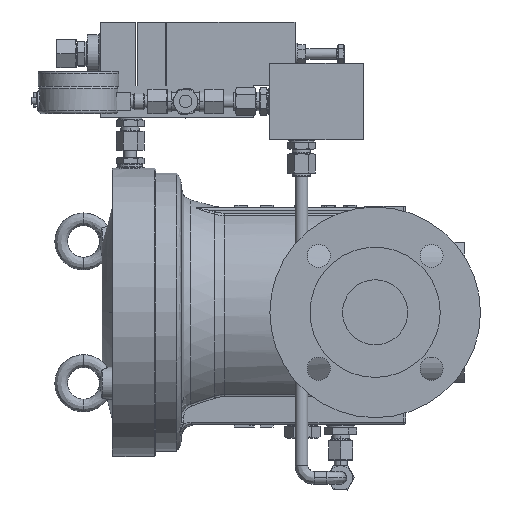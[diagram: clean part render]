
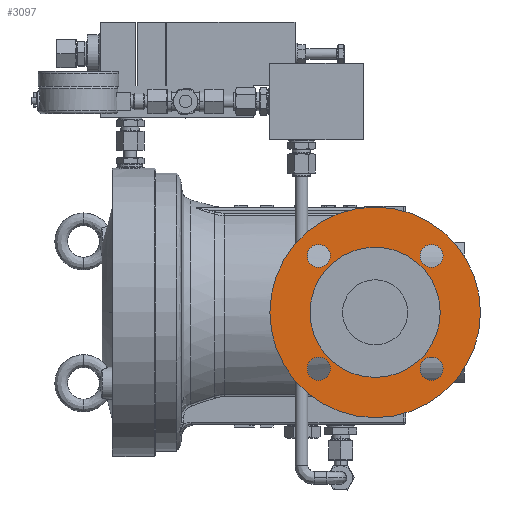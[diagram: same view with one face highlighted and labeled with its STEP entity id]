
A CAD part, left-side view. The second image highlights one B-rep face of the part: STEP entity #3097.
In plain terms, the highlighted planar face has unit normal (-1, 0, 0).
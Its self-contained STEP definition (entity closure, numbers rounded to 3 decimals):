
#983 = CIRCLE ( 'NONE', #47183, 51. ) ;
#1079 = ORIENTED_EDGE ( 'NONE', *, *, #81867, .F. ) ;
#1400 = ORIENTED_EDGE ( 'NONE', *, *, #62197, .F. ) ;
#1679 = AXIS2_PLACEMENT_3D ( 'NONE', #9458, #53599, #52632 ) ;
#2029 = CIRCLE ( 'NONE', #64277, 82.5 ) ;
#3097 = ADVANCED_FACE ( 'Defeature ausgef�hrt1_734', ( #54841, #49132, #73351, #39926, #34211, #35335 ), #58253, .F. ) ;
#3895 = CIRCLE ( 'NONE', #78908, 9. ) ;
#6105 = VERTEX_POINT ( 'NONE', #81907 ) ;
#7186 = EDGE_CURVE ( 'Defeature ausgef�hrt1_1510+Defeature ausgef�hrt1_734+Defeature ausgef�hrt1_734+Defeature ausgef�hrt1_734', #78626, #95099, #3895, .T. ) ;
#9052 = EDGE_LOOP ( 'NONE', ( #28905, #1400 ) ) ;
#9233 = DIRECTION ( 'NONE',  ( 0., 0., 1. ) ) ;
#9458 = CARTESIAN_POINT ( 'NONE',  ( -125.317, -0.267, 0. ) ) ;
#11391 = DIRECTION ( 'NONE',  ( -1., 0., 0. ) ) ;
#11544 = ORIENTED_EDGE ( 'NONE', *, *, #39833, .F. ) ;
#14615 = CARTESIAN_POINT ( 'NONE',  ( -125.317, -0.267, -51. ) ) ;
#14980 = VERTEX_POINT ( 'NONE', #48037 ) ;
#16522 = CARTESIAN_POINT ( 'NONE',  ( -125.317, 43.927, -44.194 ) ) ;
#16922 = ORIENTED_EDGE ( 'NONE', *, *, #27371, .F. ) ;
#18497 = CIRCLE ( 'NONE', #79514, 51. ) ;
#19731 = EDGE_CURVE ( 'Defeature ausgef�hrt1_748+Defeature ausgef�hrt1_734+Defeature ausgef�hrt1_734+Defeature ausgef�hrt1_734', #79004, #32404, #983, .T. ) ;
#20564 = VERTEX_POINT ( 'NONE', #57241 ) ;
#21121 = ORIENTED_EDGE ( 'NONE', *, *, #80986, .F. ) ;
#22077 = CARTESIAN_POINT ( 'NONE',  ( -125.317, -0.267, -82.5 ) ) ;
#23860 = DIRECTION ( 'NONE',  ( -1., 0., 0. ) ) ;
#25027 = CARTESIAN_POINT ( 'NONE',  ( -125.317, -44.461, 44.194 ) ) ;
#25465 = ORIENTED_EDGE ( 'NONE', *, *, #69405, .F. ) ;
#25532 = EDGE_LOOP ( 'NONE', ( #21121, #88044 ) ) ;
#26028 = AXIS2_PLACEMENT_3D ( 'NONE', #38042, #82799, #82479 ) ;
#26992 = ORIENTED_EDGE ( 'NONE', *, *, #90193, .F. ) ;
#27151 = EDGE_LOOP ( 'NONE', ( #82617, #16922 ) ) ;
#27371 = EDGE_CURVE ( 'Defeature ausgef�hrt1_748+Defeature ausgef�hrt1_734+Defeature ausgef�hrt1_734+Defeature ausgef�hrt1_734', #32404, #79004, #18497, .T. ) ;
#28905 = ORIENTED_EDGE ( 'NONE', *, *, #82717, .F. ) ;
#30922 = CIRCLE ( 'NONE', #71652, 9. ) ;
#31543 = CARTESIAN_POINT ( 'NONE',  ( -125.317, -0.267, 0. ) ) ;
#31643 = VERTEX_POINT ( 'NONE', #77251 ) ;
#32404 = VERTEX_POINT ( 'NONE', #70392 ) ;
#34211 = FACE_OUTER_BOUND ( 'NONE', #78187, .T. ) ;
#34293 = CARTESIAN_POINT ( 'NONE',  ( -125.317, -53.461, -44.194 ) ) ;
#34872 = AXIS2_PLACEMENT_3D ( 'NONE', #84242, #48442, #41368 ) ;
#35335 = FACE_BOUND ( 'NONE', #27151, .T. ) ;
#36487 = EDGE_CURVE ( 'Defeature ausgef�hrt1_1509+Defeature ausgef�hrt1_734+Defeature ausgef�hrt1_734+Defeature ausgef�hrt1_734', #14980, #20564, #75331, .T. ) ;
#37342 = DIRECTION ( 'NONE',  ( 0., 0., -1. ) ) ;
#38042 = CARTESIAN_POINT ( 'NONE',  ( -125.317, 43.927, 44.194 ) ) ;
#39833 = EDGE_CURVE ( 'Defeature ausgef�hrt1_1512+Defeature ausgef�hrt1_734+Defeature ausgef�hrt1_734+Defeature ausgef�hrt1_734', #31643, #50530, #71783, .T. ) ;
#39926 = FACE_BOUND ( 'NONE', #25532, .T. ) ;
#41368 = DIRECTION ( 'NONE',  ( 0., -1., 0. ) ) ;
#42731 = AXIS2_PLACEMENT_3D ( 'NONE', #25027, #68691, #61882 ) ;
#45122 = CARTESIAN_POINT ( 'NONE',  ( -125.317, -0.267, 0. ) ) ;
#47183 = AXIS2_PLACEMENT_3D ( 'NONE', #31543, #75932, #90526 ) ;
#48037 = CARTESIAN_POINT ( 'NONE',  ( -125.317, 43.927, 35.194 ) ) ;
#48442 = DIRECTION ( 'NONE',  ( -1., 0., 0. ) ) ;
#49132 = FACE_BOUND ( 'NONE', #9052, .T. ) ;
#49803 = DIRECTION ( 'NONE',  ( -1., 0., 0. ) ) ;
#49859 = DIRECTION ( 'NONE',  ( -1., 0., 0. ) ) ;
#50106 = EDGE_LOOP ( 'NONE', ( #71473, #26992 ) ) ;
#50530 = VERTEX_POINT ( 'NONE', #86132 ) ;
#52487 = DIRECTION ( 'NONE',  ( 0., 0., -1. ) ) ;
#52632 = DIRECTION ( 'NONE',  ( 0., 0., -1. ) ) ;
#53147 = AXIS2_PLACEMENT_3D ( 'NONE', #95051, #49859, #79505 ) ;
#53349 = VERTEX_POINT ( 'NONE', #22077 ) ;
#53599 = DIRECTION ( 'NONE',  ( 1., 0., 0. ) ) ;
#53753 = DIRECTION ( 'NONE',  ( -1., 0., 0. ) ) ;
#54841 = FACE_BOUND ( 'NONE', #86817, .T. ) ;
#54909 = DIRECTION ( 'NONE',  ( 0., 0., 1. ) ) ;
#57241 = CARTESIAN_POINT ( 'NONE',  ( -125.317, 43.927, 53.194 ) ) ;
#58253 = PLANE ( 'NONE',  #62978 ) ;
#60150 = CARTESIAN_POINT ( 'NONE',  ( -125.317, -44.461, 44.194 ) ) ;
#60276 = VERTEX_POINT ( 'NONE', #34293 ) ;
#60462 = DIRECTION ( 'NONE',  ( 1., 0., 0. ) ) ;
#60857 = CARTESIAN_POINT ( 'NONE',  ( -125.317, -0.267, 82.5 ) ) ;
#61294 = CARTESIAN_POINT ( 'NONE',  ( -125.317, 52.927, -44.194 ) ) ;
#61882 = DIRECTION ( 'NONE',  ( 0., 0., 1. ) ) ;
#62197 = EDGE_CURVE ( 'Defeature ausgef�hrt1_1511+Defeature ausgef�hrt1_734+Defeature ausgef�hrt1_734+Defeature ausgef�hrt1_734', #6105, #60276, #70184, .T. ) ;
#62932 = EDGE_CURVE ( 'Defeature ausgef�hrt1_1512+Defeature ausgef�hrt1_734+Defeature ausgef�hrt1_734+Defeature ausgef�hrt1_734', #50530, #31643, #82418, .T. ) ;
#62978 = AXIS2_PLACEMENT_3D ( 'NONE', #89264, #60462, #37342 ) ;
#64277 = AXIS2_PLACEMENT_3D ( 'NONE', #45122, #89328, #82807 ) ;
#64560 = CARTESIAN_POINT ( 'NONE',  ( -125.317, 43.927, 44.194 ) ) ;
#67000 = CIRCLE ( 'NONE', #1679, 82.5 ) ;
#68271 = CIRCLE ( 'NONE', #34872, 9. ) ;
#68691 = DIRECTION ( 'NONE',  ( -1., 0., 0. ) ) ;
#69041 = ORIENTED_EDGE ( 'NONE', *, *, #62932, .F. ) ;
#69405 = EDGE_CURVE ( 'Defeature ausgef�hrt1_733+Defeature ausgef�hrt1_734+Defeature ausgef�hrt1_734+Defeature ausgef�hrt1_734', #53349, #94157, #67000, .T. ) ;
#70184 = CIRCLE ( 'NONE', #53147, 9. ) ;
#70392 = CARTESIAN_POINT ( 'NONE',  ( -125.317, -0.267, 51. ) ) ;
#71473 = ORIENTED_EDGE ( 'NONE', *, *, #7186, .F. ) ;
#71652 = AXIS2_PLACEMENT_3D ( 'NONE', #64560, #11391, #54909 ) ;
#71783 = CIRCLE ( 'NONE', #74316, 9. ) ;
#73351 = FACE_BOUND ( 'NONE', #50106, .T. ) ;
#74316 = AXIS2_PLACEMENT_3D ( 'NONE', #60150, #75661, #9233 ) ;
#74635 = AXIS2_PLACEMENT_3D ( 'NONE', #87570, #49803, #94991 ) ;
#75233 = DIRECTION ( 'NONE',  ( 0., -1., 0. ) ) ;
#75331 = CIRCLE ( 'NONE', #26028, 9. ) ;
#75661 = DIRECTION ( 'NONE',  ( -1., 0., 0. ) ) ;
#75932 = DIRECTION ( 'NONE',  ( -1., 0., 0. ) ) ;
#77251 = CARTESIAN_POINT ( 'NONE',  ( -125.317, -44.461, 53.194 ) ) ;
#78187 = EDGE_LOOP ( 'NONE', ( #25465, #1079 ) ) ;
#78626 = VERTEX_POINT ( 'NONE', #89611 ) ;
#78908 = AXIS2_PLACEMENT_3D ( 'NONE', #16522, #23860, #75233 ) ;
#79004 = VERTEX_POINT ( 'NONE', #14615 ) ;
#79505 = DIRECTION ( 'NONE',  ( 0., -1., 0. ) ) ;
#79514 = AXIS2_PLACEMENT_3D ( 'NONE', #90621, #53753, #52487 ) ;
#80986 = EDGE_CURVE ( 'Defeature ausgef�hrt1_1509+Defeature ausgef�hrt1_734+Defeature ausgef�hrt1_734+Defeature ausgef�hrt1_734', #20564, #14980, #30922, .T. ) ;
#81867 = EDGE_CURVE ( 'Defeature ausgef�hrt1_733+Defeature ausgef�hrt1_734+Defeature ausgef�hrt1_734+Defeature ausgef�hrt1_734', #94157, #53349, #2029, .T. ) ;
#81907 = CARTESIAN_POINT ( 'NONE',  ( -125.317, -35.461, -44.194 ) ) ;
#82418 = CIRCLE ( 'NONE', #42731, 9. ) ;
#82479 = DIRECTION ( 'NONE',  ( 0., 0., 1. ) ) ;
#82617 = ORIENTED_EDGE ( 'NONE', *, *, #19731, .F. ) ;
#82717 = EDGE_CURVE ( 'Defeature ausgef�hrt1_1511+Defeature ausgef�hrt1_734+Defeature ausgef�hrt1_734+Defeature ausgef�hrt1_734', #60276, #6105, #68271, .T. ) ;
#82799 = DIRECTION ( 'NONE',  ( -1., 0., 0. ) ) ;
#82807 = DIRECTION ( 'NONE',  ( 0., 0., -1. ) ) ;
#84242 = CARTESIAN_POINT ( 'NONE',  ( -125.317, -44.461, -44.194 ) ) ;
#86132 = CARTESIAN_POINT ( 'NONE',  ( -125.317, -44.461, 35.194 ) ) ;
#86817 = EDGE_LOOP ( 'NONE', ( #11544, #69041 ) ) ;
#87570 = CARTESIAN_POINT ( 'NONE',  ( -125.317, 43.927, -44.194 ) ) ;
#88044 = ORIENTED_EDGE ( 'NONE', *, *, #36487, .F. ) ;
#89192 = CIRCLE ( 'NONE', #74635, 9. ) ;
#89264 = CARTESIAN_POINT ( 'NONE',  ( -125.317, 85.162, 0. ) ) ;
#89328 = DIRECTION ( 'NONE',  ( 1., 0., 0. ) ) ;
#89611 = CARTESIAN_POINT ( 'NONE',  ( -125.317, 34.927, -44.194 ) ) ;
#90193 = EDGE_CURVE ( 'Defeature ausgef�hrt1_1510+Defeature ausgef�hrt1_734+Defeature ausgef�hrt1_734+Defeature ausgef�hrt1_734', #95099, #78626, #89192, .T. ) ;
#90526 = DIRECTION ( 'NONE',  ( 0., 0., -1. ) ) ;
#90621 = CARTESIAN_POINT ( 'NONE',  ( -125.317, -0.267, 0. ) ) ;
#94157 = VERTEX_POINT ( 'NONE', #60857 ) ;
#94991 = DIRECTION ( 'NONE',  ( 0., -1., 0. ) ) ;
#95051 = CARTESIAN_POINT ( 'NONE',  ( -125.317, -44.461, -44.194 ) ) ;
#95099 = VERTEX_POINT ( 'NONE', #61294 ) ;
